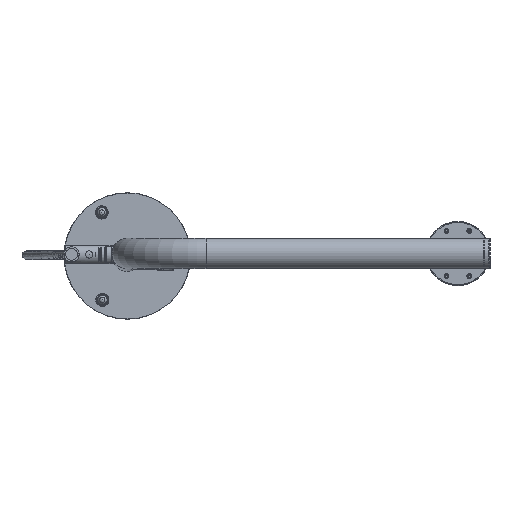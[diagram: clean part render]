
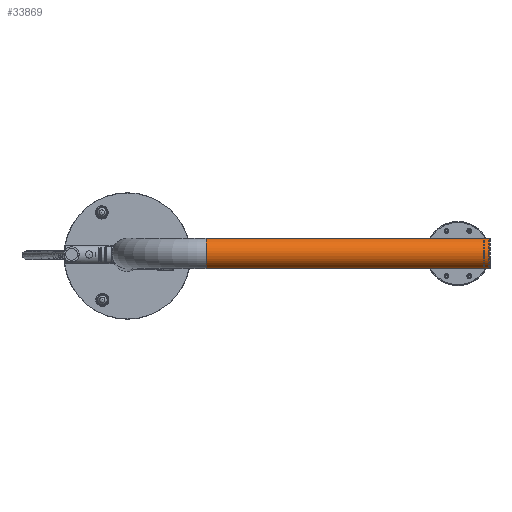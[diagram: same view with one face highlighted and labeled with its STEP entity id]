
A CAD part, top view. The second image highlights one B-rep face of the part: STEP entity #33869.
In plain terms, the highlighted cylindrical face has radius 24.15 mm (diameter 48.3 mm), a full revolution.
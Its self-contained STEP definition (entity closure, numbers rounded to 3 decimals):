
#4270=CIRCLE('',#40123,24.15);
#4271=CIRCLE('',#40124,24.15);
#4695=CYLINDRICAL_SURFACE('',#40122,24.15);
#12922=ORIENTED_EDGE('',*,*,#17513,.F.);
#12923=ORIENTED_EDGE('',*,*,#17514,.F.);
#12924=ORIENTED_EDGE('',*,*,#17515,.T.);
#12925=ORIENTED_EDGE('',*,*,#17516,.F.);
#12926=ORIENTED_EDGE('',*,*,#17517,.T.);
#17513=EDGE_CURVE('',#20844,#20844,#22413,.T.);
#17514=EDGE_CURVE('',#20845,#20845,#22414,.T.);
#17515=EDGE_CURVE('',#20846,#20846,#4270,.T.);
#17516=EDGE_CURVE('',#20847,#20847,#22415,.T.);
#17517=EDGE_CURVE('',#20848,#20848,#4271,.F.);
#20844=VERTEX_POINT('',#99887);
#20845=VERTEX_POINT('',#99902);
#20846=VERTEX_POINT('',#99904);
#20847=VERTEX_POINT('',#99938);
#20848=VERTEX_POINT('',#99940);
#22413=B_SPLINE_CURVE_WITH_KNOTS('',3,(#99873,#99874,#99875,#99876,#99877,
#99878,#99879,#99880,#99881,#99882,#99883,#99884,#99885,#99886),
 .UNSPECIFIED.,.T.,.F.,(1,1,1,1,1,1,1,1,1,1,1,1,1,1,1,1,1,1),(-0.007,
-0.005,-0.003,0.,0.003,0.004,
0.005,0.008,0.011,0.012,
0.013,0.014,0.016,0.018,
0.021,0.024,0.025,0.026),
 .UNSPECIFIED.);
#22414=B_SPLINE_CURVE_WITH_KNOTS('',3,(#99888,#99889,#99890,#99891,#99892,
#99893,#99894,#99895,#99896,#99897,#99898,#99899,#99900,#99901),
 .UNSPECIFIED.,.T.,.F.,(1,1,1,1,1,1,1,1,1,1,1,1,1,1,1,1,1,1),(-0.007,
-0.005,-0.003,0.,0.003,0.004,
0.005,0.008,0.011,0.012,
0.013,0.014,0.016,0.018,
0.021,0.024,0.025,0.026),
 .UNSPECIFIED.);
#22415=B_SPLINE_CURVE_WITH_KNOTS('',3,(#99905,#99906,#99907,#99908,#99909,
#99910,#99911,#99912,#99913,#99914,#99915,#99916,#99917,#99918,#99919,#99920,
#99921,#99922,#99923,#99924,#99925,#99926,#99927,#99928,#99929,#99930,#99931,
#99932,#99933,#99934,#99935,#99936,#99937),.UNSPECIFIED.,.T.,.F.,(1,1,1,
1,1,1,1,1,1,1,1,1,1,1,1,1,1,1,1,1,1,1,1,1,1,1,1,1,1,1,1,1,1,1,1,1,1),(-0.007,
-0.004,-0.002,0.,0.004,
0.007,0.011,0.014,0.018,
0.021,0.025,0.029,0.032,
0.036,0.039,0.043,0.05,
0.053,0.057,0.064,0.071,
0.075,0.078,0.082,0.086,
0.089,0.093,0.096,0.1,
0.103,0.107,0.111,0.112,0.114,
0.118,0.121,0.125),.UNSPECIFIED.);
#26347=EDGE_LOOP('',(#12922));
#26348=EDGE_LOOP('',(#12923));
#26349=EDGE_LOOP('',(#12924));
#26350=EDGE_LOOP('',(#12925));
#26351=EDGE_LOOP('',(#12926));
#30733=FACE_BOUND('',#26347,.T.);
#30734=FACE_BOUND('',#26348,.T.);
#30735=FACE_BOUND('',#26349,.T.);
#30736=FACE_BOUND('',#26350,.T.);
#30737=FACE_BOUND('',#26351,.T.);
#33869=ADVANCED_FACE('',(#30733,#30734,#30735,#30736,#30737),#4695,.T.);
#40122=AXIS2_PLACEMENT_3D('',#99872,#48269,#48270);
#40123=AXIS2_PLACEMENT_3D('',#99903,#48271,#48272);
#40124=AXIS2_PLACEMENT_3D('',#99939,#48273,#48274);
#48269=DIRECTION('',(1.,0.,0.));
#48270=DIRECTION('',(0.,0.,-1.));
#48271=DIRECTION('',(-1.,0.,0.));
#48272=DIRECTION('',(0.,0.,1.));
#48273=DIRECTION('',(-1.,0.,0.));
#48274=DIRECTION('',(0.,0.,-1.));
#99872=CARTESIAN_POINT('',(125.,0.,2306.5));
#99873=CARTESIAN_POINT('',(549.207,-3.574,2282.621));
#99874=CARTESIAN_POINT('',(546.538,-2.639,2282.47));
#99875=CARTESIAN_POINT('',(545.487,-0.494,2282.324));
#99876=CARTESIAN_POINT('',(545.856,1.275,2282.373));
#99877=CARTESIAN_POINT('',(546.909,2.734,2282.491));
#99878=CARTESIAN_POINT('',(549.102,3.576,2282.62));
#99879=CARTESIAN_POINT('',(551.309,2.788,2282.498));
#99880=CARTESIAN_POINT('',(552.4,1.368,2282.378));
#99881=CARTESIAN_POINT('',(552.718,0.056,2282.337));
#99882=CARTESIAN_POINT('',(552.446,-1.273,2282.373));
#99883=CARTESIAN_POINT('',(551.393,-2.731,2282.49));
#99884=CARTESIAN_POINT('',(549.207,-3.574,2282.621));
#99885=CARTESIAN_POINT('',(546.538,-2.639,2282.47));
#99886=CARTESIAN_POINT('',(545.487,-0.494,2282.324));
#99887=CARTESIAN_POINT('',(546.773,-2.366,2282.466));
#99888=CARTESIAN_POINT('',(499.207,-3.574,2282.621));
#99889=CARTESIAN_POINT('',(496.538,-2.639,2282.47));
#99890=CARTESIAN_POINT('',(495.487,-0.494,2282.324));
#99891=CARTESIAN_POINT('',(495.856,1.275,2282.373));
#99892=CARTESIAN_POINT('',(496.909,2.734,2282.491));
#99893=CARTESIAN_POINT('',(499.102,3.576,2282.62));
#99894=CARTESIAN_POINT('',(501.309,2.788,2282.498));
#99895=CARTESIAN_POINT('',(502.4,1.368,2282.378));
#99896=CARTESIAN_POINT('',(502.718,0.056,2282.337));
#99897=CARTESIAN_POINT('',(502.446,-1.273,2282.373));
#99898=CARTESIAN_POINT('',(501.393,-2.731,2282.49));
#99899=CARTESIAN_POINT('',(499.207,-3.574,2282.621));
#99900=CARTESIAN_POINT('',(496.538,-2.639,2282.47));
#99901=CARTESIAN_POINT('',(495.487,-0.494,2282.324));
#99902=CARTESIAN_POINT('',(496.773,-2.366,2282.466));
#99903=CARTESIAN_POINT('',(574.7,0.,2306.5));
#99904=CARTESIAN_POINT('',(574.7,0.,2330.65));
#99905=CARTESIAN_POINT('',(506.714,-1.82,2282.396));
#99906=CARTESIAN_POINT('',(506.587,0.614,2282.304));
#99907=CARTESIAN_POINT('',(506.896,3.569,2282.529));
#99908=CARTESIAN_POINT('',(507.965,6.954,2283.292));
#99909=CARTESIAN_POINT('',(509.624,9.949,2284.425));
#99910=CARTESIAN_POINT('',(511.756,12.503,2285.778));
#99911=CARTESIAN_POINT('',(514.325,14.606,2287.221));
#99912=CARTESIAN_POINT('',(517.226,16.189,2288.55));
#99913=CARTESIAN_POINT('',(520.543,17.247,2289.586));
#99914=CARTESIAN_POINT('',(524.136,17.625,2289.992));
#99915=CARTESIAN_POINT('',(527.724,17.252,2289.591));
#99916=CARTESIAN_POINT('',(531.017,16.215,2288.573));
#99917=CARTESIAN_POINT('',(533.964,14.614,2287.227));
#99918=CARTESIAN_POINT('',(537.354,11.844,2285.323));
#99919=CARTESIAN_POINT('',(539.948,8.13,2283.566));
#99920=CARTESIAN_POINT('',(541.389,3.65,2282.54));
#99921=CARTESIAN_POINT('',(541.905,-1.151,2282.163));
#99922=CARTESIAN_POINT('',(540.658,-7.095,2283.082));
#99923=CARTESIAN_POINT('',(537.396,-11.799,2285.297));
#99924=CARTESIAN_POINT('',(534.012,-14.581,2287.202));
#99925=CARTESIAN_POINT('',(531.067,-16.195,2288.554));
#99926=CARTESIAN_POINT('',(527.762,-17.245,2289.584));
#99927=CARTESIAN_POINT('',(524.173,-17.625,2289.992));
#99928=CARTESIAN_POINT('',(520.578,-17.253,2289.593));
#99929=CARTESIAN_POINT('',(517.266,-16.208,2288.567));
#99930=CARTESIAN_POINT('',(514.323,-14.605,2287.22));
#99931=CARTESIAN_POINT('',(511.773,-12.52,2285.788));
#99932=CARTESIAN_POINT('',(509.619,-9.942,2284.422));
#99933=CARTESIAN_POINT('',(507.984,-6.994,2283.305));
#99934=CARTESIAN_POINT('',(507.079,-4.16,2282.66));
#99935=CARTESIAN_POINT('',(506.714,-1.82,2282.396));
#99936=CARTESIAN_POINT('',(506.587,0.614,2282.304));
#99937=CARTESIAN_POINT('',(506.896,3.569,2282.529));
#99938=CARTESIAN_POINT('',(506.65,0.,2282.35));
#99939=CARTESIAN_POINT('',(125.,0.,2306.5));
#99940=CARTESIAN_POINT('',(125.,0.,2282.35));
